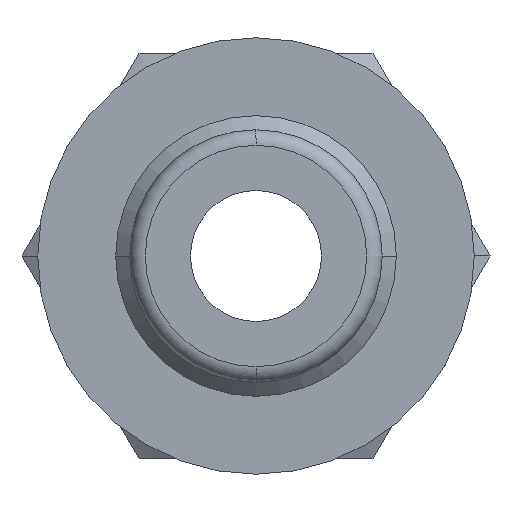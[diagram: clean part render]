
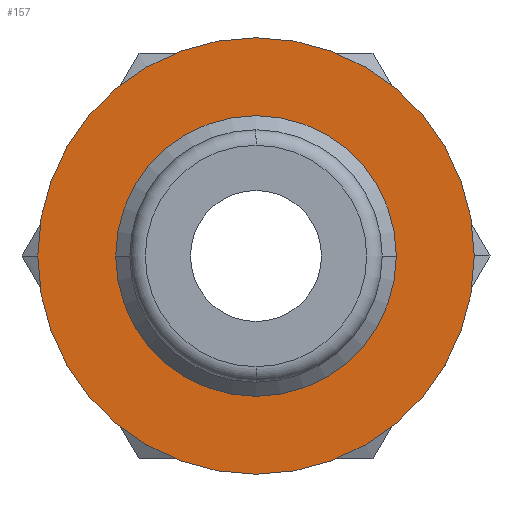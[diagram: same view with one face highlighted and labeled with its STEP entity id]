
A CAD part, front view. The second image highlights one B-rep face of the part: STEP entity #157.
In plain terms, the highlighted planar face has unit normal (0, -1, 0).
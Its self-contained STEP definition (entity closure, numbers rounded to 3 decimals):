
#157=ADVANCED_FACE('',(#320,#321),#322,.T.);
#320=FACE_OUTER_BOUND('',#485,.T.);
#321=FACE_BOUND('',#486,.T.);
#322=PLANE('',#487);
#485=EDGE_LOOP('',(#857,#858));
#486=EDGE_LOOP('',(#859,#860));
#487=AXIS2_PLACEMENT_3D('',#861,#862,#863);
#857=ORIENTED_EDGE('',*,*,#1025,.T.);
#858=ORIENTED_EDGE('',*,*,#1087,.T.);
#859=ORIENTED_EDGE('',*,*,#1088,.F.);
#860=ORIENTED_EDGE('',*,*,#1003,.F.);
#861=CARTESIAN_POINT('',(0.0,14.0,0.0));
#862=DIRECTION('',(0.0,-1.0,0.0));
#863=DIRECTION('',(-1.0,0.0,0.0));
#1003=EDGE_CURVE('',#1201,#1203,#1204,.T.);
#1025=EDGE_CURVE('',#1230,#1235,#1237,.T.);
#1087=EDGE_CURVE('',#1235,#1230,#1310,.T.);
#1088=EDGE_CURVE('',#1203,#1201,#1311,.T.);
#1201=VERTEX_POINT('',#1550);
#1203=VERTEX_POINT('',#1553);
#1204=CIRCLE('',#1554,4.5);
#1230=VERTEX_POINT('',#1616);
#1235=VERTEX_POINT('',#1622);
#1237=CIRCLE('',#1625,7.0);
#1310=CIRCLE('',#1829,7.0);
#1311=CIRCLE('',#1830,4.5);
#1550=CARTESIAN_POINT('',(4.5,14.0,0.));
#1553=CARTESIAN_POINT('',(-4.5,14.0,0.));
#1554=AXIS2_PLACEMENT_3D('',#1924,#1925,#1926);
#1616=CARTESIAN_POINT('',(7.0,14.0,0.0));
#1622=CARTESIAN_POINT('',(-7.0,14.0,0.));
#1625=AXIS2_PLACEMENT_3D('',#1953,#1954,#1955);
#1829=AXIS2_PLACEMENT_3D('',#2023,#2024,#2025);
#1830=AXIS2_PLACEMENT_3D('',#2026,#2027,#2028);
#1924=CARTESIAN_POINT('',(0.0,14.0,0.0));
#1925=DIRECTION('',(0.0,-1.0,0.0));
#1926=DIRECTION('',(1.0,0.0,0.0));
#1953=CARTESIAN_POINT('',(0.0,14.0,0.0));
#1954=DIRECTION('',(0.0,-1.0,0.0));
#1955=DIRECTION('',(1.0,0.0,0.0));
#2023=CARTESIAN_POINT('',(0.0,14.0,0.0));
#2024=DIRECTION('',(0.0,-1.0,0.0));
#2025=DIRECTION('',(1.0,0.0,0.0));
#2026=CARTESIAN_POINT('',(0.0,14.0,0.0));
#2027=DIRECTION('',(0.0,-1.0,0.0));
#2028=DIRECTION('',(1.0,0.0,0.0));
